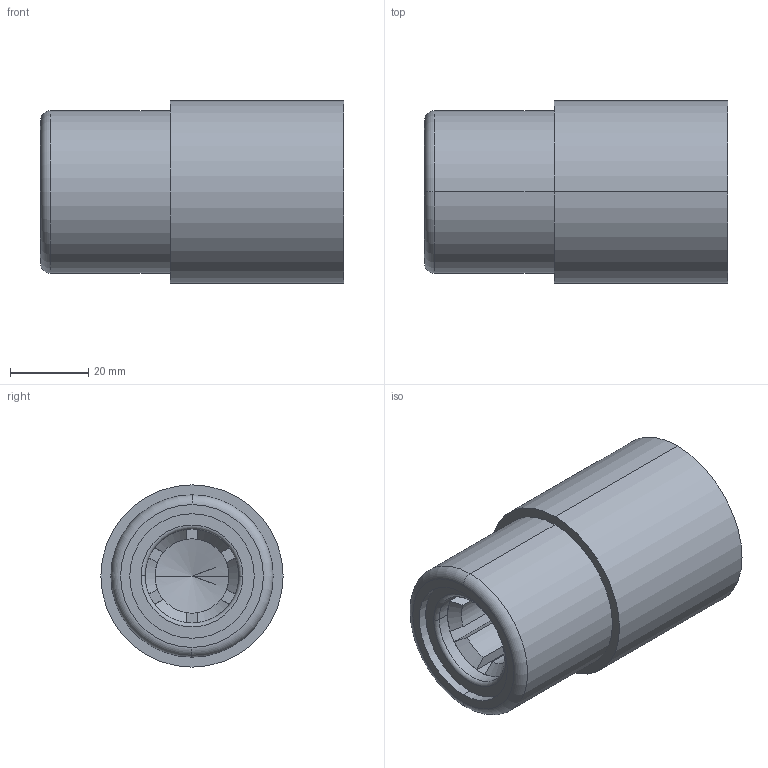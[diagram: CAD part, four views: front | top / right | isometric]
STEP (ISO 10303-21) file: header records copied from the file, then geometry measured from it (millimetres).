
FILE_DESCRIPTION((''),'2;1');
FILE_NAME('311181','2020-09-04T16:21:58',('teru'),(''),'CREO PARAMETRIC BY PTC INC, 2017380','CREO PARAMETRIC BY PTC INC, 2017380','');
FILE_SCHEMA(('CONFIG_CONTROL_DESIGN'));
Length unit declared in the file: millimetre
Products named in the file (1): 311181
Bounding box: 77.65 x 46.7 x 46.7 mm (x, y, z)
Volume: 74522.9 mm3; surface area: 21902.8 mm2
Topology: 1 solids, 1 shells, 90 faces, 206 edges, 123 vertices
Faces by surface type: plane 50, cylinder 22, torus 10, cone 8
Entity records: 2556 total; most frequent: DIRECTION 468, CARTESIAN_POINT 447, ORIENTED_EDGE 408, EDGE_CURVE 204, AXIS2_PLACEMENT_3D 186, VERTEX_POINT 123, EDGE_LOOP 97, VECTOR 96
